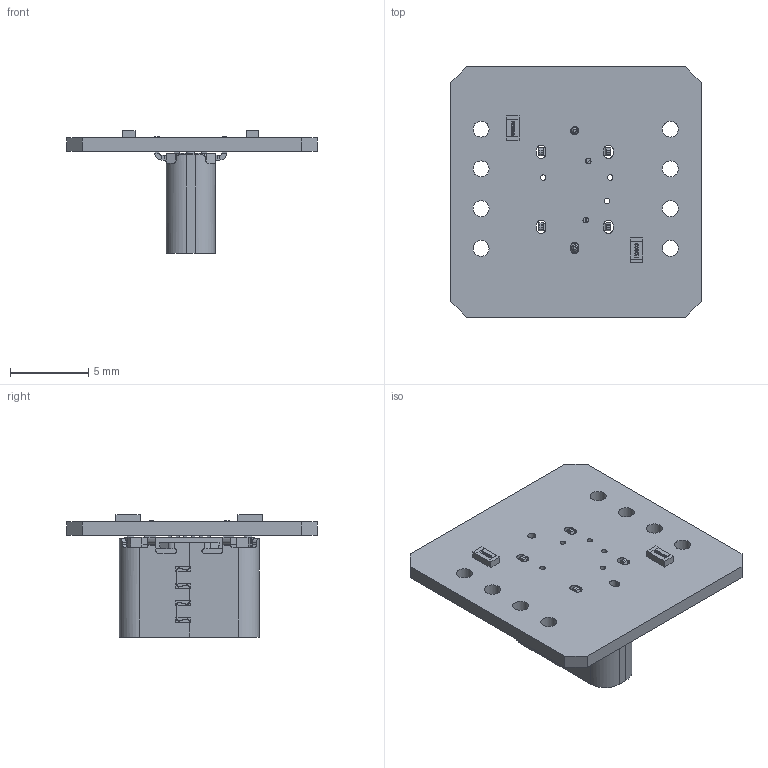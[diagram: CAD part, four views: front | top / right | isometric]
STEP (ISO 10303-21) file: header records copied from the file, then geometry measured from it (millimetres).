
FILE_DESCRIPTION(/* description */ (''),/* implementation_level */ '2;1');
FILE_NAME(/* name */ 'PCB_RIGID v2.step',/* time_stamp */ '2021-11-25T15:22:46-03:00',/* author */ (''),/* organization */ (''),/* preprocessor_version */ 'ST-DEVELOPER v18.1',/* originating_system */ 'Autodesk Translation Framework v10.10.0.1391',/* authorisation */ '');
FILE_SCHEMA (('AUTOMOTIVE_DESIGN { 1 0 10303 214 3 1 1 }'));
Length unit declared in the file: millimetre
Products named in the file (7): PCB_RIGID; PCB Component; Board; 5.1K; USB4120-03-C_REVA; CONN_FLEX_2.5MM; CONN_FLEX_2.5MM_1
Assembly tree (7 placements, depth 3):
  PCB_RIGID
    PCB Component
      Board
      5.1K  x2
      USB4120-03-C_REVA
      CONN_FLEX_2.5MM
      CONN_FLEX_2.5MM_1
Bounding box: 16 x 16 x 7.82 mm (x, y, z)
Volume: 302.1 mm3; surface area: 1038.9 mm2
Topology: 39 solids, 39 shells, 1209 faces, 3165 edges, 2058 vertices
Faces by surface type: plane 1035, cylinder 154, bspline 8, cone 8, torus 4
Full cylindrical faces by diameter (mm): 0.35 x5, 0.4 x2, 0.52 x1, 1.02 x8
Entity records: 29141 total; most frequent: CARTESIAN_POINT 5437, ORIENTED_EDGE 4872, DIRECTION 4678, EDGE_CURVE 2436, LINE 2084, VECTOR 2084, VERTEX_POINT 1572, AXIS2_PLACEMENT_3D 1297
